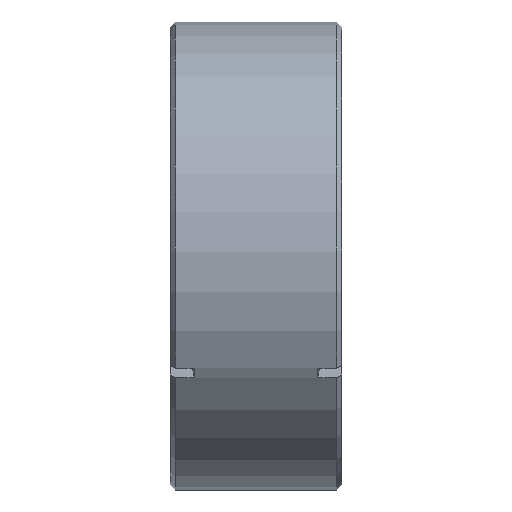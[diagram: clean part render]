
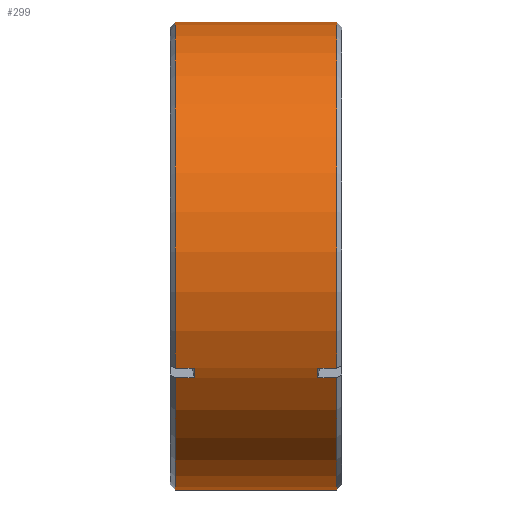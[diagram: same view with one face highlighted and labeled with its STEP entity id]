
A CAD part, front view. The second image highlights one B-rep face of the part: STEP entity #299.
In plain terms, the highlighted cylindrical face has radius 34.671 mm (diameter 69.342 mm), a partial arc.
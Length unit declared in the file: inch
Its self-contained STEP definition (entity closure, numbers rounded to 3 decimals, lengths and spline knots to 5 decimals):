
#27 = VECTOR ( 'NONE', #903, 39.37008 ) ;
#37 = CARTESIAN_POINT ( 'NONE',  ( 0.97, 0., 0. ) ) ;
#91 = CIRCLE ( 'NONE', #1318, 1.365 ) ;
#117 = CYLINDRICAL_SURFACE ( 'NONE', #1886, 1.365 ) ;
#127 = LINE ( 'NONE', #2206, #1123 ) ;
#149 = FACE_OUTER_BOUND ( 'NONE', #2208, .T. ) ;
#152 = EDGE_CURVE ( 'NONE', #1904, #944, #1973, .T. ) ;
#169 = CARTESIAN_POINT ( 'NONE',  ( 0.13999, -1.19732, -0.65548 ) ) ;
#177 = ORIENTED_EDGE ( 'NONE', *, *, #1158, .T. ) ;
#187 = CARTESIAN_POINT ( 'NONE',  ( 0.86, -1.17706, -0.69151 ) ) ;
#196 = CARTESIAN_POINT ( 'NONE',  ( 0.97, 0., 1.365 ) ) ;
#244 = DIRECTION ( 'NONE',  ( 1., 0., 0. ) ) ;
#248 = CARTESIAN_POINT ( 'NONE',  ( 0., -1.16632, -0.70917 ) ) ;
#253 = VECTOR ( 'NONE', #244, 39.37008 ) ;
#299 = ADVANCED_FACE ( 'NONE', ( #149 ), #117, .T. ) ;
#315 = B_SPLINE_CURVE_WITH_KNOTS ( 'NONE', 3,
 ( #2424, #325, #2242, #169 ),
 .UNSPECIFIED., .F., .F.,
 ( 4, 4 ),
 ( 0., 0.00157 ),
 .UNSPECIFIED. ) ;
#319 = ORIENTED_EDGE ( 'NONE', *, *, #1104, .T. ) ;
#325 = CARTESIAN_POINT ( 'NONE',  ( 0.14, -1.17706, -0.69151 ) ) ;
#365 = VERTEX_POINT ( 'NONE', #2041 ) ;
#366 = DIRECTION ( 'NONE',  ( -1., 0., 0. ) ) ;
#369 = EDGE_CURVE ( 'NONE', #365, #816, #315, .T. ) ;
#402 = EDGE_CURVE ( 'NONE', #2015, #2680, #91, .T. ) ;
#416 = CARTESIAN_POINT ( 'NONE',  ( 0.86001, -1.16632, -0.70917 ) ) ;
#426 = VECTOR ( 'NONE', #889, 39.37008 ) ;
#514 = CARTESIAN_POINT ( 'NONE',  ( 0.97, 0., -1.365 ) ) ;
#537 = LINE ( 'NONE', #709, #2690 ) ;
#548 = LINE ( 'NONE', #2371, #2650 ) ;
#582 = VERTEX_POINT ( 'NONE', #1102 ) ;
#629 = ORIENTED_EDGE ( 'NONE', *, *, #369, .F. ) ;
#666 = LINE ( 'NONE', #1504, #426 ) ;
#709 = CARTESIAN_POINT ( 'NONE',  ( 0., -1.19732, -0.65548 ) ) ;
#759 = EDGE_CURVE ( 'NONE', #944, #582, #127, .T. ) ;
#762 = B_SPLINE_CURVE_WITH_KNOTS ( 'NONE', 3,
 ( #416, #187, #1028, #1255 ),
 .UNSPECIFIED., .F., .F.,
 ( 4, 4 ),
 ( 0., 0.00157 ),
 .UNSPECIFIED. ) ;
#776 = VERTEX_POINT ( 'NONE', #1394 ) ;
#816 = VERTEX_POINT ( 'NONE', #1586 ) ;
#889 = DIRECTION ( 'NONE',  ( -1., 0., 0. ) ) ;
#903 = DIRECTION ( 'NONE',  ( 1., 0., 0. ) ) ;
#941 = EDGE_CURVE ( 'NONE', #1852, #2128, #762, .T. ) ;
#944 = VERTEX_POINT ( 'NONE', #196 ) ;
#948 = DIRECTION ( 'NONE',  ( -1., 0., 0. ) ) ;
#965 = ORIENTED_EDGE ( 'NONE', *, *, #941, .T. ) ;
#989 = CARTESIAN_POINT ( 'NONE',  ( 0., 0., 0. ) ) ;
#1028 = CARTESIAN_POINT ( 'NONE',  ( 0.86, -1.18739, -0.67361 ) ) ;
#1038 = CIRCLE ( 'NONE', #2548, 1.365 ) ;
#1102 = CARTESIAN_POINT ( 'NONE',  ( 0.03, 0., 1.365 ) ) ;
#1104 = EDGE_CURVE ( 'NONE', #1591, #816, #1503, .T. ) ;
#1123 = VECTOR ( 'NONE', #1195, 39.37008 ) ;
#1142 = ORIENTED_EDGE ( 'NONE', *, *, #1143, .F. ) ;
#1143 = EDGE_CURVE ( 'NONE', #1852, #2680, #548, .T. ) ;
#1158 = EDGE_CURVE ( 'NONE', #2128, #1904, #537, .T. ) ;
#1186 = DIRECTION ( 'NONE',  ( 0., 0., 1. ) ) ;
#1195 = DIRECTION ( 'NONE',  ( -1., 0., 0. ) ) ;
#1197 = ORIENTED_EDGE ( 'NONE', *, *, #152, .T. ) ;
#1214 = CARTESIAN_POINT ( 'NONE',  ( 0.97, 0., 0. ) ) ;
#1255 = CARTESIAN_POINT ( 'NONE',  ( 0.86001, -1.19732, -0.65548 ) ) ;
#1256 = DIRECTION ( 'NONE',  ( 1., 0., 0. ) ) ;
#1303 = ORIENTED_EDGE ( 'NONE', *, *, #2692, .T. ) ;
#1318 = AXIS2_PLACEMENT_3D ( 'NONE', #1214, #948, #2655 ) ;
#1394 = CARTESIAN_POINT ( 'NONE',  ( 0.03, -1.16632, -0.70917 ) ) ;
#1415 = ORIENTED_EDGE ( 'NONE', *, *, #2410, .F. ) ;
#1434 = DIRECTION ( 'NONE',  ( 0., 0., -1. ) ) ;
#1457 = ORIENTED_EDGE ( 'NONE', *, *, #759, .T. ) ;
#1459 = CARTESIAN_POINT ( 'NONE',  ( 0.03, 0., 0. ) ) ;
#1503 = LINE ( 'NONE', #2122, #253 ) ;
#1504 = CARTESIAN_POINT ( 'NONE',  ( 0., 0., -1.365 ) ) ;
#1563 = VERTEX_POINT ( 'NONE', #2225 ) ;
#1579 = DIRECTION ( 'NONE',  ( 1., 0., 0. ) ) ;
#1586 = CARTESIAN_POINT ( 'NONE',  ( 0.13999, -1.19732, -0.65548 ) ) ;
#1591 = VERTEX_POINT ( 'NONE', #2025 ) ;
#1631 = CARTESIAN_POINT ( 'NONE',  ( 0.86001, -1.19732, -0.65548 ) ) ;
#1666 = CARTESIAN_POINT ( 'NONE',  ( 0.03, 0., 0. ) ) ;
#1678 = DIRECTION ( 'NONE',  ( 0., 0., -1. ) ) ;
#1691 = ORIENTED_EDGE ( 'NONE', *, *, #2086, .T. ) ;
#1756 = DIRECTION ( 'NONE',  ( 1., 0., 0. ) ) ;
#1826 = CIRCLE ( 'NONE', #2340, 1.365 ) ;
#1852 = VERTEX_POINT ( 'NONE', #1914 ) ;
#1886 = AXIS2_PLACEMENT_3D ( 'NONE', #989, #366, #1186 ) ;
#1904 = VERTEX_POINT ( 'NONE', #2113 ) ;
#1910 = EDGE_CURVE ( 'NONE', #776, #365, #2127, .T. ) ;
#1914 = CARTESIAN_POINT ( 'NONE',  ( 0.86001, -1.16632, -0.70917 ) ) ;
#1973 = CIRCLE ( 'NONE', #2531, 1.365 ) ;
#2015 = VERTEX_POINT ( 'NONE', #514 ) ;
#2025 = CARTESIAN_POINT ( 'NONE',  ( 0.03, -1.19732, -0.65548 ) ) ;
#2032 = CARTESIAN_POINT ( 'NONE',  ( 0.97, -1.16632, -0.70917 ) ) ;
#2041 = CARTESIAN_POINT ( 'NONE',  ( 0.13999, -1.16632, -0.70917 ) ) ;
#2081 = DIRECTION ( 'NONE',  ( 1., 0., 0. ) ) ;
#2086 = EDGE_CURVE ( 'NONE', #776, #1563, #1038, .T. ) ;
#2113 = CARTESIAN_POINT ( 'NONE',  ( 0.97, -1.19732, -0.65548 ) ) ;
#2122 = CARTESIAN_POINT ( 'NONE',  ( 0., -1.19732, -0.65548 ) ) ;
#2127 = LINE ( 'NONE', #248, #27 ) ;
#2128 = VERTEX_POINT ( 'NONE', #1631 ) ;
#2182 = ORIENTED_EDGE ( 'NONE', *, *, #402, .T. ) ;
#2206 = CARTESIAN_POINT ( 'NONE',  ( 0., 0., 1.365 ) ) ;
#2208 = EDGE_LOOP ( 'NONE', ( #1415, #2182, #1142, #965, #177, #1197, #1457, #1303, #319, #629, #2594, #1691 ) ) ;
#2225 = CARTESIAN_POINT ( 'NONE',  ( 0.03, 0., -1.365 ) ) ;
#2242 = CARTESIAN_POINT ( 'NONE',  ( 0.14, -1.18739, -0.67361 ) ) ;
#2290 = DIRECTION ( 'NONE',  ( -1., 0., 0. ) ) ;
#2340 = AXIS2_PLACEMENT_3D ( 'NONE', #1459, #2081, #1434 ) ;
#2371 = CARTESIAN_POINT ( 'NONE',  ( 0., -1.16632, -0.70917 ) ) ;
#2410 = EDGE_CURVE ( 'NONE', #2015, #1563, #666, .T. ) ;
#2424 = CARTESIAN_POINT ( 'NONE',  ( 0.13999, -1.16632, -0.70917 ) ) ;
#2517 = DIRECTION ( 'NONE',  ( 0., 0., 1. ) ) ;
#2531 = AXIS2_PLACEMENT_3D ( 'NONE', #37, #2290, #2517 ) ;
#2548 = AXIS2_PLACEMENT_3D ( 'NONE', #1666, #1256, #1678 ) ;
#2594 = ORIENTED_EDGE ( 'NONE', *, *, #1910, .F. ) ;
#2650 = VECTOR ( 'NONE', #1756, 39.37008 ) ;
#2655 = DIRECTION ( 'NONE',  ( 0., 0., 1. ) ) ;
#2680 = VERTEX_POINT ( 'NONE', #2032 ) ;
#2690 = VECTOR ( 'NONE', #1579, 39.37008 ) ;
#2692 = EDGE_CURVE ( 'NONE', #582, #1591, #1826, .T. ) ;
